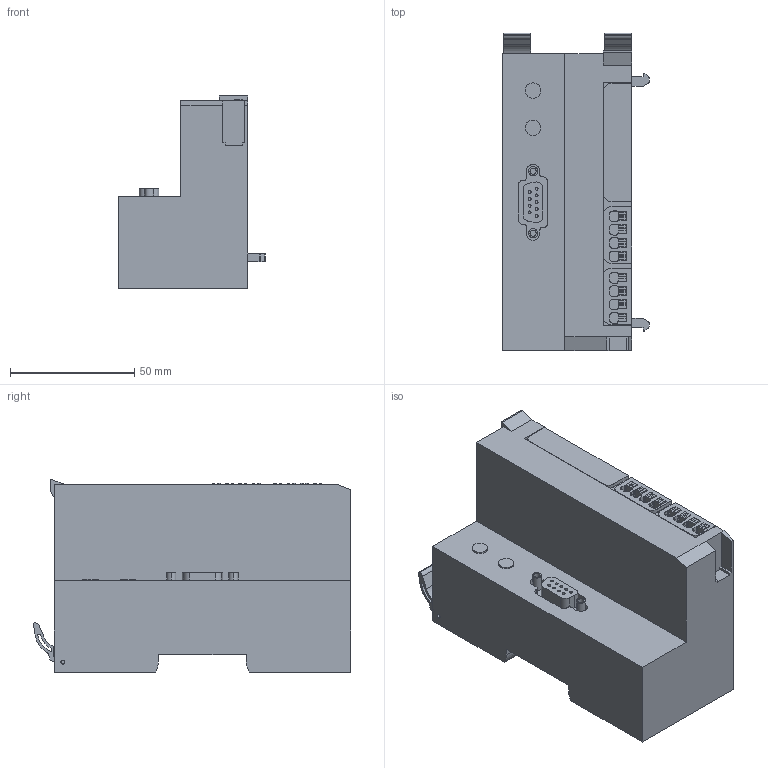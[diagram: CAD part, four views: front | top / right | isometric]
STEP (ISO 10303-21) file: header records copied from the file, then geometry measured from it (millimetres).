
FILE_DESCRIPTION(('CATIA V5R24 STEP','CAx-IF Rec.Pracs.--- Model Styling and Organization---1.2---2011-12-15'),'2;1');
FILE_NAME ('D1451226_0', '2017-03-24T12:06:12+00:00', ('Weidmueller Interface'), ('Weidmueller'), 'CATIA Version 5-6 Release 2014 SP4 HF52', 'CATIA V5 STEP AP214', 'none');
FILE_SCHEMA(('AUTOMOTIVE_DESIGN { 1 0 10303 214 1 1 1 1 }'));
Length unit declared in the file: millimetre
Products named in the file (1): v5-standard_part
Bounding box: 59 x 127.88 x 77.45 mm (x, y, z)
Volume: 339564.7 mm3; surface area: 43510.3 mm2
Topology: 16 solids, 16 shells, 605 faces, 1621 edges, 1080 vertices
Faces by surface type: plane 379, cylinder 216, extrusion 10
Entity records: 19316 total; most frequent: CARTESIAN_POINT 3855, ORIENTED_EDGE 3242, DIRECTION 2759, EDGE_CURVE 1621, VECTOR 1179, LINE 1169, VERTEX_POINT 1080, AXIS2_PLACEMENT_3D 988
